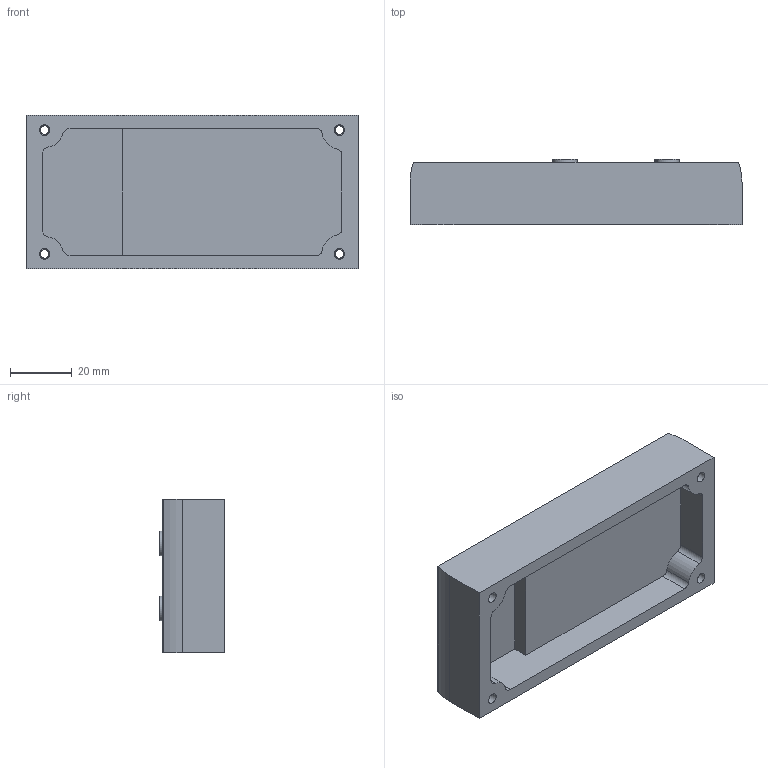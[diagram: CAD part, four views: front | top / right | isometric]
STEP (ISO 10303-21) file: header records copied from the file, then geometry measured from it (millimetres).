
FILE_DESCRIPTION(/* description */ ('STEP AP214'),/* implementation_level */ '2;1');
FILE_NAME(/* name */ '526178_CPX-AB-4-M12-8POL',/* time_stamp */ '2024-08-07T18:22:25+02:00',/* author */ ('License CC BY-ND 4.0'),/* organization */ ('CADENAS'),/* preprocessor_version */ 'ST-DEVELOPER v19.3',/* originating_system */ 'PARTsolutions',/* authorisation */ ' ');
FILE_SCHEMA (('AUTOMOTIVE_DESIGN {1 0 10303 214 3 1 1}'));
Length unit declared in the file: millimetre
Products named in the file (1): 526178 CPX-AB-4-M12-8POL
Bounding box: 107.3 x 21 x 49.7 mm (x, y, z)
Volume: 60315.1 mm3; surface area: 24321.9 mm2
Topology: 1 solids, 1 shells, 176 faces, 346 edges, 226 vertices
Faces by surface type: cylinder 94, plane 70, cone 12
Full cylindrical faces by diameter (mm): 1.5 x32, 2.8 x4, 3.4 x8, 7.5 x4, 10.106 x4, 12.5 x4
Entity records: 4282 total; most frequent: DIRECTION 826, CARTESIAN_POINT 677, ORIENTED_EDGE 552, AXIS2_PLACEMENT_3D 373, EDGE_LOOP 306, FACE_BOUND 306, EDGE_CURVE 276, VERTEX_POINT 224
